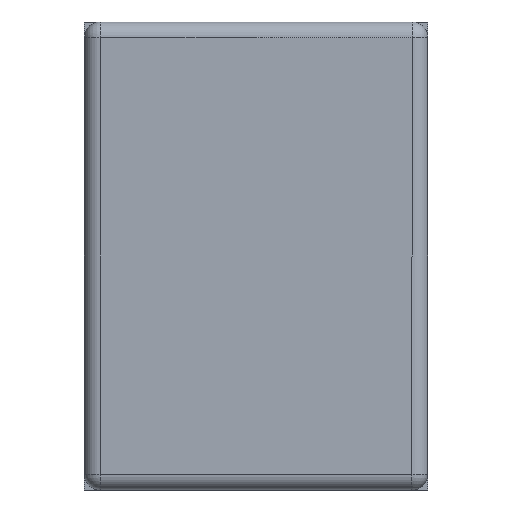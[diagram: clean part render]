
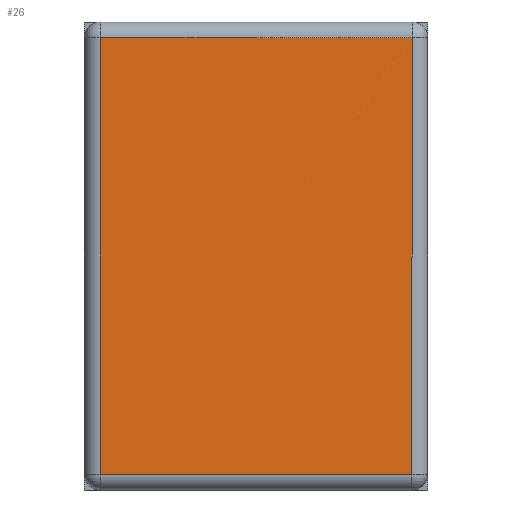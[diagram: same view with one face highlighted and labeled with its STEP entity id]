
A CAD part, front view. The second image highlights one B-rep face of the part: STEP entity #26.
In plain terms, the highlighted planar face has unit normal (0, -1, 0).
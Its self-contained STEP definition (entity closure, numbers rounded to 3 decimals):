
#7 = CARTESIAN_POINT ( 'NONE',  ( -5., 0., 7. ) ) ;
#26 = ADVANCED_FACE ( 'NONE', ( #2270 ), #3282, .F. ) ;
#166 = CARTESIAN_POINT ( 'NONE',  ( 0., 0., 7. ) ) ;
#296 = LINE ( 'NONE', #1571, #1771 ) ;
#438 = CARTESIAN_POINT ( 'NONE',  ( 0., 0., 0. ) ) ;
#504 = VECTOR ( 'NONE', #3260, 1000. ) ;
#515 = LINE ( 'NONE', #1440, #3122 ) ;
#522 = AXIS2_PLACEMENT_3D ( 'NONE', #438, #1375, #2641 ) ;
#636 = DIRECTION ( 'NONE',  ( 0., 0., -1. ) ) ;
#646 = ORIENTED_EDGE ( 'NONE', *, *, #3316, .T. ) ;
#669 = VERTEX_POINT ( 'NONE', #7 ) ;
#1117 = EDGE_CURVE ( 'NONE', #2948, #1178, #515, .T. ) ;
#1177 = CARTESIAN_POINT ( 'NONE',  ( -5., 0., -7. ) ) ;
#1178 = VERTEX_POINT ( 'NONE', #1896 ) ;
#1324 = LINE ( 'NONE', #1894, #1423 ) ;
#1375 = DIRECTION ( 'NONE',  ( 0., 1., 0. ) ) ;
#1423 = VECTOR ( 'NONE', #636, 1000. ) ;
#1440 = CARTESIAN_POINT ( 'NONE',  ( 5., 0., 0. ) ) ;
#1571 = CARTESIAN_POINT ( 'NONE',  ( 0., 0., -7. ) ) ;
#1749 = LINE ( 'NONE', #166, #504 ) ;
#1771 = VECTOR ( 'NONE', #2840, 1000. ) ;
#1894 = CARTESIAN_POINT ( 'NONE',  ( -5., 0., 0. ) ) ;
#1896 = CARTESIAN_POINT ( 'NONE',  ( 5., 0., 7. ) ) ;
#1932 = ORIENTED_EDGE ( 'NONE', *, *, #1117, .T. ) ;
#2270 = FACE_OUTER_BOUND ( 'NONE', #2643, .T. ) ;
#2354 = EDGE_CURVE ( 'NONE', #669, #4128, #1324, .T. ) ;
#2406 = DIRECTION ( 'NONE',  ( 0., 0., 1. ) ) ;
#2499 = ORIENTED_EDGE ( 'NONE', *, *, #2354, .T. ) ;
#2508 = ORIENTED_EDGE ( 'NONE', *, *, #3469, .T. ) ;
#2641 = DIRECTION ( 'NONE',  ( 0., 0., 1. ) ) ;
#2643 = EDGE_LOOP ( 'NONE', ( #2499, #646, #1932, #2508 ) ) ;
#2840 = DIRECTION ( 'NONE',  ( 1., 0., 0. ) ) ;
#2948 = VERTEX_POINT ( 'NONE', #3269 ) ;
#3122 = VECTOR ( 'NONE', #2406, 1000. ) ;
#3260 = DIRECTION ( 'NONE',  ( -1., 0., 0. ) ) ;
#3269 = CARTESIAN_POINT ( 'NONE',  ( 5., 0., -7. ) ) ;
#3282 = PLANE ( 'NONE',  #522 ) ;
#3316 = EDGE_CURVE ( 'NONE', #4128, #2948, #296, .T. ) ;
#3469 = EDGE_CURVE ( 'NONE', #1178, #669, #1749, .T. ) ;
#4128 = VERTEX_POINT ( 'NONE', #1177 ) ;
